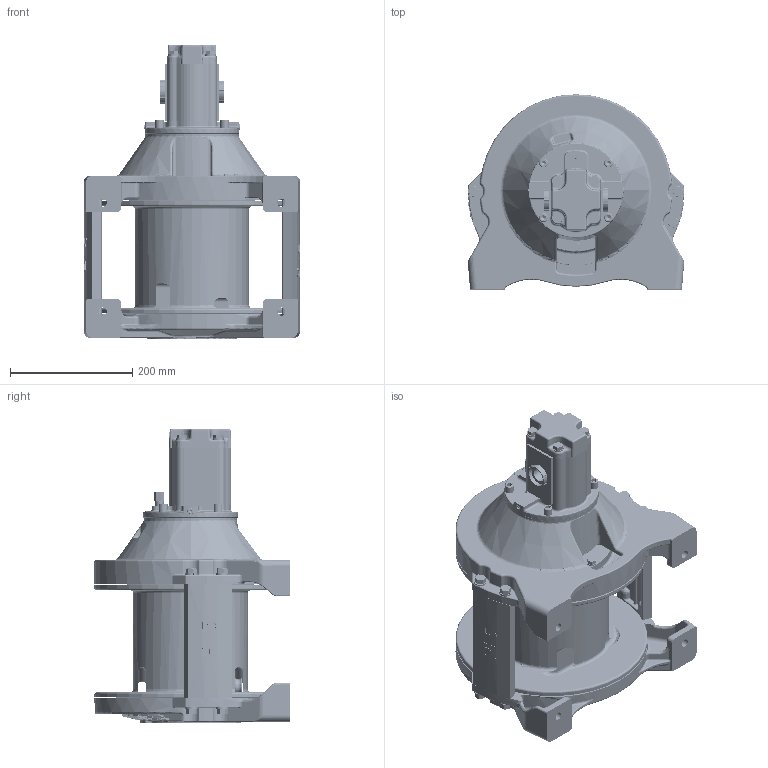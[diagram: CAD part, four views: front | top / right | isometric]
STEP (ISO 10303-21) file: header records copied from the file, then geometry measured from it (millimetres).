
FILE_DESCRIPTION((''),'2;1');
FILE_NAME('TWG-TEMP','2020-10-11T23:10:25',('Administrator'),(''),'CREO PARAMETRIC BY PTC INC, 2019030','CREO PARAMETRIC BY PTC INC, 2019030','');
FILE_SCHEMA(('AUTOMOTIVE_DESIGN { 1 0 10303 214 1 1 1 1 }'));
Length unit declared in the file: inch
Products named in the file (1): TWG-TEMP
Bounding box: 353.58 x 319.13 x 479.84 mm (x, y, z)
Volume: 5223.9 mm3; surface area: 1506186.7 mm2
Topology: 1 solids, 94 shells, 5734 faces, 16749 edges, 10801 vertices
Faces by surface type: plane 1724, cylinder 1483, extrusion 858, bspline 593, torus 521, cone 446, sphere 109
Full cylindrical faces by diameter (mm): 3.175 x1
Entity records: 314359 total; most frequent: CARTESIAN_POINT 129917, ORIENTED_EDGE 30509, DIRECTION 25841, EDGE_CURVE 16512, VERTEX_POINT 10800, AXIS2_PLACEMENT_3D 8990, VECTOR 7858, LINE 7000
